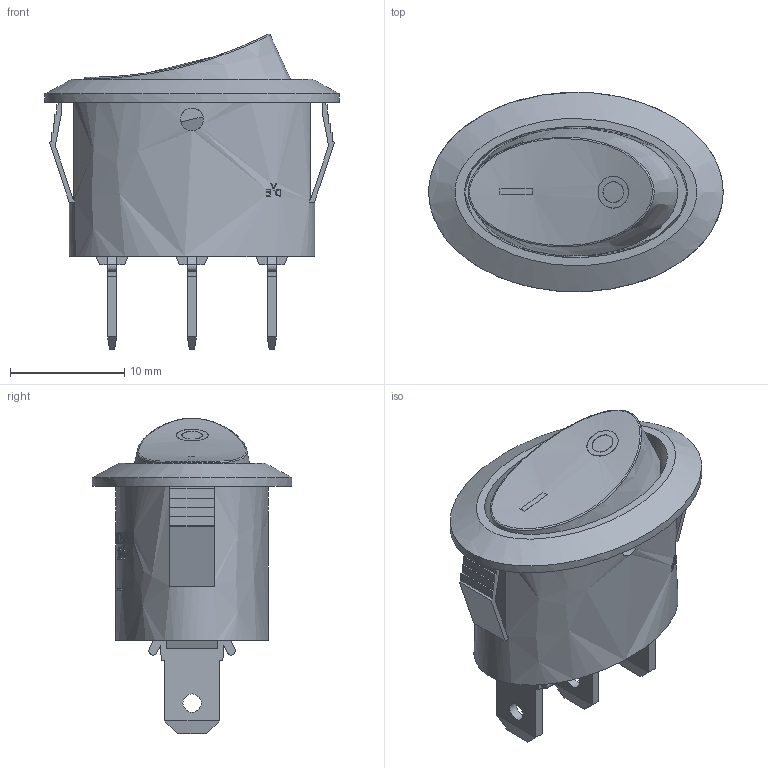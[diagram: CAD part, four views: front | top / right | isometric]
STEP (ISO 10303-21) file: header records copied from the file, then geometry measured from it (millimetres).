
FILE_DESCRIPTION(/* description */ (''),/* implementation_level */ '2;1');
FILE_NAME(/* name */ 'RE111Cx0x1-1xx.stp',/* time_stamp */ '2025-06-03T12:08:59-05:00',/* author */ ('mroman'),/* organization */ (''),/* preprocessor_version */ 'ST-DEVELOPER v18.1',/* originating_system */ 'Autodesk Inventor 2022',/* authorisation */ '');
FILE_SCHEMA (('AUTOMOTIVE_DESIGN { 1 0 10303 214 3 1 1 }'));
Length unit declared in the file: centimetre
Products named in the file (1): RE111Cx0x1-1xx
Bounding box: 25.79 x 17.49 x 27.67 mm (x, y, z)
Volume: 1951.9 mm3; surface area: 3271.1 mm2
Topology: 1 solids, 1 shells, 1014 faces, 2770 edges, 1842 vertices
Faces by surface type: plane 590, bspline 401, cylinder 23
Full cylindrical faces by diameter (mm): 1.6 x3, 2 x4
Entity records: 40739 total; most frequent: CARTESIAN_POINT 18036, ORIENTED_EDGE 5540, DIRECTION 3228, EDGE_CURVE 2770, VERTEX_POINT 1842, LINE 1354, VECTOR 1354, EDGE_LOOP 1110
